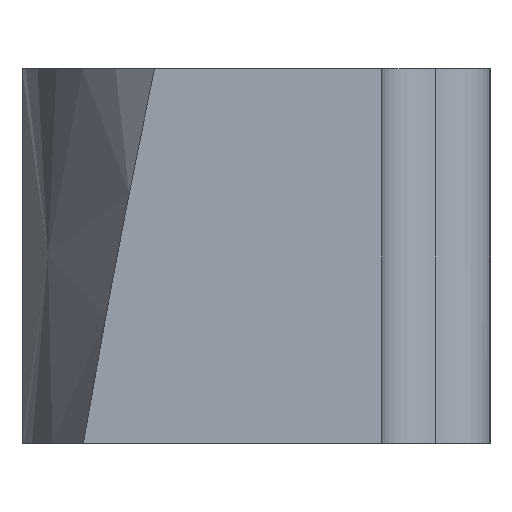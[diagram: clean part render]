
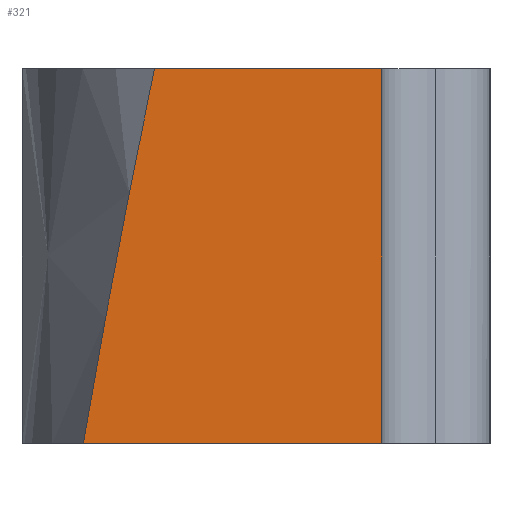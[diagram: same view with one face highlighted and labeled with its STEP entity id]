
A CAD part, left-side view. The second image highlights one B-rep face of the part: STEP entity #321.
In plain terms, the highlighted planar face has unit normal (-1, 0, 0).
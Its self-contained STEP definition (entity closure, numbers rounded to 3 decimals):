
#10 = AXIS2_PLACEMENT_3D ( 'NONE', #1084, #926, #477 ) ;
#51 = EDGE_CURVE ( 'NONE', #74, #718, #818, .T. ) ;
#74 = VERTEX_POINT ( 'NONE', #549 ) ;
#132 = CARTESIAN_POINT ( 'NONE',  ( -54.5, 10., 0. ) ) ;
#212 = ORIENTED_EDGE ( 'NONE', *, *, #51, .F. ) ;
#243 = CARTESIAN_POINT ( 'NONE',  ( -54.5, 10., 0. ) ) ;
#244 = EDGE_CURVE ( 'NONE', #74, #306, #529, .T. ) ;
#256 = CARTESIAN_POINT ( 'NONE',  ( -54.5, 8.297, -10.4 ) ) ;
#306 = VERTEX_POINT ( 'NONE', #256 ) ;
#321 = ADVANCED_FACE ( 'NONE', ( #1087 ), #327, .F. ) ;
#327 = PLANE ( 'NONE',  #869 ) ;
#328 = EDGE_CURVE ( 'NONE', #996, #718, #499, .T. ) ;
#339 = DIRECTION ( 'NONE',  ( 0., 0., 1. ) ) ;
#368 = CARTESIAN_POINT ( 'NONE',  ( -54.5, 10., -10.4 ) ) ;
#396 = ORIENTED_EDGE ( 'NONE', *, *, #244, .T. ) ;
#399 = CARTESIAN_POINT ( 'NONE',  ( -54.5, 0., 0. ) ) ;
#404 = CARTESIAN_POINT ( 'NONE',  ( -54.5, 0., 0. ) ) ;
#465 = CARTESIAN_POINT ( 'NONE',  ( -54.5, 0., -10.4 ) ) ;
#475 = ORIENTED_EDGE ( 'NONE', *, *, #625, .T. ) ;
#477 = DIRECTION ( 'NONE',  ( 0., 0., 1. ) ) ;
#498 = EDGE_LOOP ( 'NONE', ( #396, #475, #559, #212 ) ) ;
#499 = LINE ( 'NONE', #399, #994 ) ;
#529 = CIRCLE ( 'NONE', #10, 282.939 ) ;
#549 = CARTESIAN_POINT ( 'NONE',  ( -54.5, 6.32, 0. ) ) ;
#557 = DIRECTION ( 'NONE',  ( 1., 0., 0. ) ) ;
#559 = ORIENTED_EDGE ( 'NONE', *, *, #328, .T. ) ;
#625 = EDGE_CURVE ( 'NONE', #306, #996, #958, .T. ) ;
#718 = VERTEX_POINT ( 'NONE', #404 ) ;
#818 = LINE ( 'NONE', #132, #1044 ) ;
#869 = AXIS2_PLACEMENT_3D ( 'NONE', #243, #557, #934 ) ;
#880 = DIRECTION ( 'NONE',  ( 0., -1., 0. ) ) ;
#926 = DIRECTION ( 'NONE',  ( -1., 0., 0. ) ) ;
#934 = DIRECTION ( 'NONE',  ( 0., 0., -1. ) ) ;
#958 = LINE ( 'NONE', #368, #1034 ) ;
#977 = DIRECTION ( 'NONE',  ( 0., -1., 0. ) ) ;
#994 = VECTOR ( 'NONE', #339, 1000. ) ;
#996 = VERTEX_POINT ( 'NONE', #465 ) ;
#1034 = VECTOR ( 'NONE', #880, 1000. ) ;
#1044 = VECTOR ( 'NONE', #977, 1000. ) ;
#1084 = CARTESIAN_POINT ( 'NONE',  ( -54.5, -270.607, -58.017 ) ) ;
#1087 = FACE_OUTER_BOUND ( 'NONE', #498, .T. ) ;
